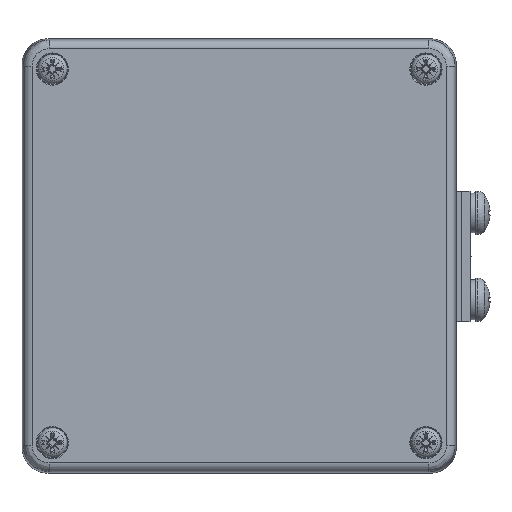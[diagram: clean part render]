
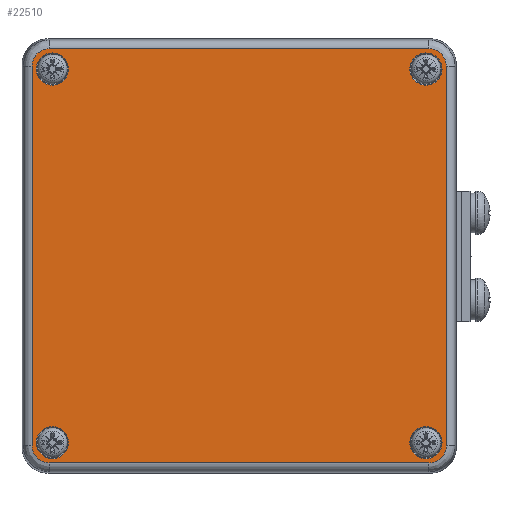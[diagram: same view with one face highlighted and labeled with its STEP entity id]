
A CAD part, top view. The second image highlights one B-rep face of the part: STEP entity #22510.
In plain terms, the highlighted face is planar.
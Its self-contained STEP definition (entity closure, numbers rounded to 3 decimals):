
#2840=LINE('',#48459,#4248);
#2841=LINE('',#48463,#4249);
#2842=LINE('',#48467,#4250);
#2843=LINE('',#48471,#4251);
#4248=VECTOR('',#28594,87.372);
#4249=VECTOR('',#28597,87.372);
#4250=VECTOR('',#28600,87.372);
#4251=VECTOR('',#28603,87.372);
#4833=PLANE('',#24195);
#5161=FACE_BOUND('',#8767,.T.);
#5162=FACE_BOUND('',#8768,.T.);
#5163=FACE_BOUND('',#8769,.T.);
#5164=FACE_BOUND('',#8770,.T.);
#5734=CIRCLE('',#24194,3.7);
#5735=CIRCLE('',#24200,3.7);
#5736=CIRCLE('',#24201,3.7);
#5737=CIRCLE('',#24202,3.7);
#7086=FACE_OUTER_BOUND('',#8766,.T.);
#8766=EDGE_LOOP('',(#19438,#19439,#19440,#19441,#19442,#19443,#19444,#19445));
#8767=EDGE_LOOP('',(#19446));
#8768=EDGE_LOOP('',(#19447));
#8769=EDGE_LOOP('',(#19448));
#8770=EDGE_LOOP('',(#19449));
#9317=ELLIPSE('',#24196,4.001,4.);
#9318=ELLIPSE('',#24197,4.001,4.);
#9319=ELLIPSE('',#24198,4.001,4.);
#9320=ELLIPSE('',#24199,4.001,4.);
#10963=VERTEX_POINT('',#48454);
#10964=VERTEX_POINT('',#48457);
#10965=VERTEX_POINT('',#48458);
#10966=VERTEX_POINT('',#48460);
#10967=VERTEX_POINT('',#48462);
#10968=VERTEX_POINT('',#48464);
#10969=VERTEX_POINT('',#48466);
#10970=VERTEX_POINT('',#48468);
#10971=VERTEX_POINT('',#48470);
#10972=VERTEX_POINT('',#48473);
#10973=VERTEX_POINT('',#48475);
#10974=VERTEX_POINT('',#48477);
#13857=EDGE_CURVE('',#10963,#10963,#5734,.T.);
#13858=EDGE_CURVE('',#10964,#10965,#2840,.T.);
#13859=EDGE_CURVE('',#10966,#10964,#9317,.T.);
#13860=EDGE_CURVE('',#10967,#10966,#2841,.T.);
#13861=EDGE_CURVE('',#10968,#10967,#9318,.T.);
#13862=EDGE_CURVE('',#10969,#10968,#2842,.T.);
#13863=EDGE_CURVE('',#10970,#10969,#9319,.T.);
#13864=EDGE_CURVE('',#10971,#10970,#2843,.T.);
#13865=EDGE_CURVE('',#10965,#10971,#9320,.T.);
#13866=EDGE_CURVE('',#10972,#10972,#5735,.T.);
#13867=EDGE_CURVE('',#10973,#10973,#5736,.T.);
#13868=EDGE_CURVE('',#10974,#10974,#5737,.T.);
#19438=ORIENTED_EDGE('',*,*,#13858,.F.);
#19439=ORIENTED_EDGE('',*,*,#13859,.F.);
#19440=ORIENTED_EDGE('',*,*,#13860,.F.);
#19441=ORIENTED_EDGE('',*,*,#13861,.F.);
#19442=ORIENTED_EDGE('',*,*,#13862,.F.);
#19443=ORIENTED_EDGE('',*,*,#13863,.F.);
#19444=ORIENTED_EDGE('',*,*,#13864,.F.);
#19445=ORIENTED_EDGE('',*,*,#13865,.F.);
#19446=ORIENTED_EDGE('',*,*,#13866,.F.);
#19447=ORIENTED_EDGE('',*,*,#13867,.F.);
#19448=ORIENTED_EDGE('',*,*,#13868,.F.);
#19449=ORIENTED_EDGE('',*,*,#13857,.F.);
#22510=ADVANCED_FACE('',(#7086,#5161,#5162,#5163,#5164),#4833,.F.);
#24194=AXIS2_PLACEMENT_3D('',#48455,#28590,#28591);
#24195=AXIS2_PLACEMENT_3D('',#48456,#28592,#28593);
#24196=AXIS2_PLACEMENT_3D('',#48461,#28595,#28596);
#24197=AXIS2_PLACEMENT_3D('',#48465,#28598,#28599);
#24198=AXIS2_PLACEMENT_3D('',#48469,#28601,#28602);
#24199=AXIS2_PLACEMENT_3D('',#48472,#28604,#28605);
#24200=AXIS2_PLACEMENT_3D('',#48474,#28606,#28607);
#24201=AXIS2_PLACEMENT_3D('',#48476,#28608,#28609);
#24202=AXIS2_PLACEMENT_3D('',#48478,#28610,#28611);
#28590=DIRECTION('center_axis',(0.,0.,-1.));
#28591=DIRECTION('ref_axis',(1.,0.,0.));
#28592=DIRECTION('center_axis',(0.,0.,1.));
#28593=DIRECTION('ref_axis',(1.,0.,0.));
#28594=DIRECTION('',(1.,0.,0.));
#28595=DIRECTION('center_axis',(0.,0.,1.));
#28596=DIRECTION('ref_axis',(-0.707,-0.707,0.));
#28597=DIRECTION('',(0.,-1.,0.));
#28598=DIRECTION('center_axis',(0.,0.,1.));
#28599=DIRECTION('ref_axis',(-0.707,0.707,0.));
#28600=DIRECTION('',(-1.,0.,0.));
#28601=DIRECTION('center_axis',(0.,0.,1.));
#28602=DIRECTION('ref_axis',(0.707,0.707,0.));
#28603=DIRECTION('',(0.,1.,0.));
#28604=DIRECTION('center_axis',(0.,0.,1.));
#28605=DIRECTION('ref_axis',(0.707,-0.707,0.));
#28606=DIRECTION('center_axis',(0.,0.,-1.));
#28607=DIRECTION('ref_axis',(1.,0.,0.));
#28608=DIRECTION('center_axis',(0.,0.,-1.));
#28609=DIRECTION('ref_axis',(1.,0.,0.));
#28610=DIRECTION('center_axis',(0.,0.,-1.));
#28611=DIRECTION('ref_axis',(1.,0.,0.));
#48454=CARTESIAN_POINT('',(39.3,-43.,-20.));
#48455=CARTESIAN_POINT('Origin',(43.,-43.,-20.));
#48456=CARTESIAN_POINT('Origin',(0.,0.,-20.));
#48457=CARTESIAN_POINT('',(-43.686,-47.686,-20.));
#48458=CARTESIAN_POINT('',(43.686,-47.686,-20.));
#48459=CARTESIAN_POINT('',(-25.,-47.686,-20.));
#48460=CARTESIAN_POINT('',(-47.686,-43.686,-20.));
#48461=CARTESIAN_POINT('Origin',(-43.685,-43.685,-20.));
#48462=CARTESIAN_POINT('',(-47.686,43.686,-20.));
#48463=CARTESIAN_POINT('',(-47.686,25.,-20.));
#48464=CARTESIAN_POINT('',(-43.686,47.686,-20.));
#48465=CARTESIAN_POINT('Origin',(-43.685,43.685,-20.));
#48466=CARTESIAN_POINT('',(43.686,47.686,-20.));
#48467=CARTESIAN_POINT('',(25.,47.686,-20.));
#48468=CARTESIAN_POINT('',(47.686,43.686,-20.));
#48469=CARTESIAN_POINT('Origin',(43.685,43.685,-20.));
#48470=CARTESIAN_POINT('',(47.686,-43.686,-20.));
#48471=CARTESIAN_POINT('',(47.686,-25.,-20.));
#48472=CARTESIAN_POINT('Origin',(43.685,-43.685,-20.));
#48473=CARTESIAN_POINT('',(-46.7,-43.,-20.));
#48474=CARTESIAN_POINT('Origin',(-43.,-43.,-20.));
#48475=CARTESIAN_POINT('',(39.3,43.,-20.));
#48476=CARTESIAN_POINT('Origin',(43.,43.,-20.));
#48477=CARTESIAN_POINT('',(-46.7,43.,-20.));
#48478=CARTESIAN_POINT('Origin',(-43.,43.,-20.));
